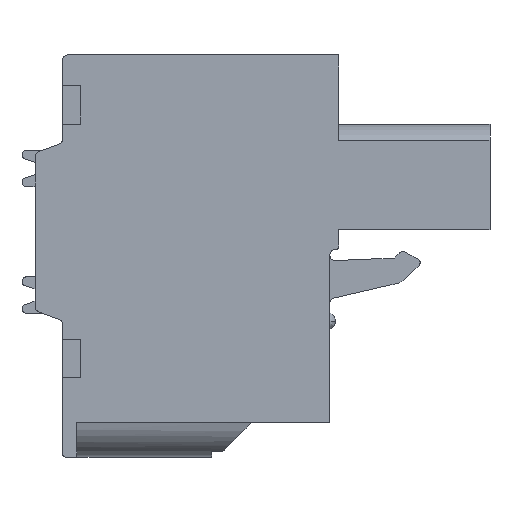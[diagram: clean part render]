
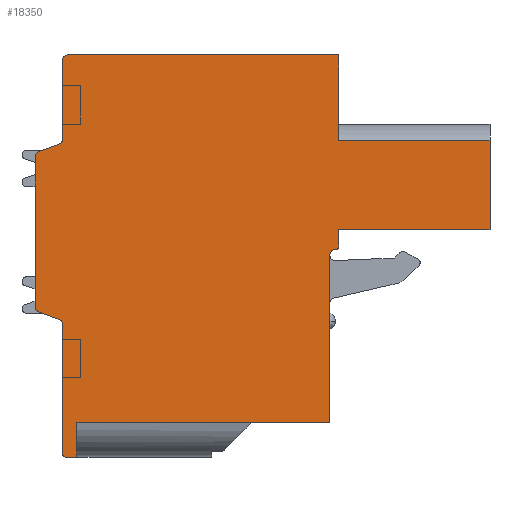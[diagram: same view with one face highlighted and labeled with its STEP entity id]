
A CAD part, front view. The second image highlights one B-rep face of the part: STEP entity #18350.
In plain terms, the highlighted planar face has unit normal (0, -1, 0).
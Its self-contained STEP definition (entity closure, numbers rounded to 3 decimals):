
#1655=DIRECTION('',(0.,0.,1.));
#1656=VECTOR('',#1655,4.7);
#1657=CARTESIAN_POINT('',(4.181,-71.02,6.775));
#1658=LINE('',#1657,#1656);
#1784=DIRECTION('',(-1.,0.,0.));
#1785=VECTOR('',#1784,8.3);
#1786=CARTESIAN_POINT('',(12.481,-71.02,6.775));
#1787=LINE('',#1786,#1785);
#1788=DIRECTION('',(0.,0.,-1.));
#1789=VECTOR('',#1788,4.9);
#1790=CARTESIAN_POINT('',(12.481,-71.02,6.775));
#1791=LINE('',#1790,#1789);
#1792=DIRECTION('',(-1.,0.,0.));
#1793=VECTOR('',#1792,8.3);
#1794=CARTESIAN_POINT('',(12.481,-71.02,1.875));
#1795=LINE('',#1794,#1793);
#1796=DIRECTION('',(0.,0.,-1.));
#1797=VECTOR('',#1796,0.901);
#1798=CARTESIAN_POINT('',(4.181,-71.02,1.875));
#1799=LINE('',#1798,#1797);
#1800=CARTESIAN_POINT('',(3.981,-71.02,0.974));
#1801=DIRECTION('',(0.,1.,0.));
#1802=DIRECTION('',(1.,0.,0.));
#1803=AXIS2_PLACEMENT_3D('',#1800,#1801,#1802);
#1805=CARTESIAN_POINT('',(3.981,-71.02,0.474));
#1806=DIRECTION('',(0.,-1.,0.));
#1807=DIRECTION('',(0.,0.,1.));
#1808=AXIS2_PLACEMENT_3D('',#1805,#1806,#1807);
#1810=DIRECTION('',(-1.,0.,0.));
#1811=VECTOR('',#1810,13.9);
#1812=CARTESIAN_POINT('',(3.681,-71.02,-8.725));
#1813=LINE('',#1812,#1811);
#1814=DIRECTION('',(0.,0.,-1.));
#1815=VECTOR('',#1814,1.9);
#1816=CARTESIAN_POINT('',(-10.219,-71.02,-8.725));
#1817=LINE('',#1816,#1815);
#1818=DIRECTION('',(-1.,0.,0.));
#1819=VECTOR('',#1818,0.6);
#1820=CARTESIAN_POINT('',(-10.219,-71.02,-10.625));
#1821=LINE('',#1820,#1819);
#1822=CARTESIAN_POINT('',(-10.819,-71.02,-10.425));
#1823=DIRECTION('',(0.,1.,0.));
#1824=DIRECTION('',(0.,0.,-1.));
#1825=AXIS2_PLACEMENT_3D('',#1822,#1823,#1824);
#1827=DIRECTION('',(0.,0.,1.));
#1828=VECTOR('',#1827,7.095);
#1829=CARTESIAN_POINT('',(-11.019,-71.02,-10.425));
#1830=LINE('',#1829,#1828);
#1831=CARTESIAN_POINT('',(-11.319,-71.02,-3.33));
#1832=DIRECTION('',(0.,-1.,0.));
#1833=DIRECTION('',(1.,0.,0.));
#1834=AXIS2_PLACEMENT_3D('',#1831,#1832,#1833);
#1836=DIRECTION('',(-0.94,0.,0.342));
#1837=VECTOR('',#1836,1.176);
#1838=CARTESIAN_POINT('',(-11.216,-71.02,-3.048));
#1839=LINE('',#1838,#1837);
#1840=CARTESIAN_POINT('',(-12.219,-71.02,-2.364));
#1841=DIRECTION('',(0.,1.,0.));
#1842=DIRECTION('',(-0.342,0.,-0.94));
#1843=AXIS2_PLACEMENT_3D('',#1840,#1841,#1842);
#1845=DIRECTION('',(0.,0.,1.));
#1846=VECTOR('',#1845,8.238);
#1847=CARTESIAN_POINT('',(-12.519,-71.02,-2.364));
#1848=LINE('',#1847,#1846);
#1849=CARTESIAN_POINT('',(-12.219,-71.02,5.874));
#1850=DIRECTION('',(0.,1.,0.));
#1851=DIRECTION('',(-1.,0.,0.));
#1852=AXIS2_PLACEMENT_3D('',#1849,#1850,#1851);
#1854=DIRECTION('',(0.94,0.,0.342));
#1855=VECTOR('',#1854,1.176);
#1856=CARTESIAN_POINT('',(-12.321,-71.02,6.156));
#1857=LINE('',#1856,#1855);
#1858=CARTESIAN_POINT('',(-11.319,-71.02,6.84));
#1859=DIRECTION('',(0.,-1.,0.));
#1860=DIRECTION('',(0.342,0.,-0.94));
#1861=AXIS2_PLACEMENT_3D('',#1858,#1859,#1860);
#1863=DIRECTION('',(0.,0.,1.));
#1864=VECTOR('',#1863,4.335);
#1865=CARTESIAN_POINT('',(-11.019,-71.02,6.84));
#1866=LINE('',#1865,#1864);
#1867=CARTESIAN_POINT('',(-10.719,-71.02,11.175));
#1868=DIRECTION('',(0.,1.,0.));
#1869=DIRECTION('',(-1.,0.,0.));
#1870=AXIS2_PLACEMENT_3D('',#1867,#1868,#1869);
#1872=DIRECTION('',(1.,0.,0.));
#1873=VECTOR('',#1872,14.9);
#1874=CARTESIAN_POINT('',(-10.719,-71.02,11.475));
#1875=LINE('',#1874,#1873);
#2680=DIRECTION('',(0.,0.,1.));
#2681=VECTOR('',#2680,9.199);
#2682=CARTESIAN_POINT('',(3.681,-71.02,-8.725));
#2683=LINE('',#2682,#2681);
#13062=CARTESIAN_POINT('',(-12.519,-71.02,-2.364));
#13063=CARTESIAN_POINT('',(-12.519,-71.02,5.874));
#13064=VERTEX_POINT('',#13062);
#13065=VERTEX_POINT('',#13063);
#13066=CARTESIAN_POINT('',(-12.321,-71.02,6.156));
#13067=VERTEX_POINT('',#13066);
#13068=CARTESIAN_POINT('',(-11.216,-71.02,6.558));
#13069=VERTEX_POINT('',#13068);
#13070=CARTESIAN_POINT('',(-11.019,-71.02,6.84));
#13071=VERTEX_POINT('',#13070);
#13072=CARTESIAN_POINT('',(-11.019,-71.02,11.175));
#13073=VERTEX_POINT('',#13072);
#13074=CARTESIAN_POINT('',(-10.719,-71.02,11.475));
#13075=VERTEX_POINT('',#13074);
#13076=CARTESIAN_POINT('',(4.181,-71.02,11.475));
#13077=VERTEX_POINT('',#13076);
#13078=CARTESIAN_POINT('',(3.681,-71.02,-8.725));
#13079=CARTESIAN_POINT('',(-10.219,-71.02,-8.725));
#13080=VERTEX_POINT('',#13078);
#13081=VERTEX_POINT('',#13079);
#13082=CARTESIAN_POINT('',(-10.219,-71.02,-10.625));
#13083=VERTEX_POINT('',#13082);
#13084=CARTESIAN_POINT('',(-10.819,-71.02,-10.625));
#13085=VERTEX_POINT('',#13084);
#13086=CARTESIAN_POINT('',(-11.019,-71.02,-10.425));
#13087=VERTEX_POINT('',#13086);
#13088=CARTESIAN_POINT('',(-11.019,-71.02,-3.33));
#13089=VERTEX_POINT('',#13088);
#13090=CARTESIAN_POINT('',(-11.216,-71.02,-3.048));
#13091=VERTEX_POINT('',#13090);
#13092=CARTESIAN_POINT('',(-12.321,-71.02,-2.646));
#13093=VERTEX_POINT('',#13092);
#13104=CARTESIAN_POINT('',(4.181,-71.02,0.974));
#13105=CARTESIAN_POINT('',(3.981,-71.02,0.774));
#13106=VERTEX_POINT('',#13104);
#13107=VERTEX_POINT('',#13105);
#13108=CARTESIAN_POINT('',(4.181,-71.02,1.875));
#13109=VERTEX_POINT('',#13108);
#13110=CARTESIAN_POINT('',(3.681,-71.02,0.474));
#13111=VERTEX_POINT('',#13110);
#13112=CARTESIAN_POINT('',(12.481,-71.02,1.875));
#13113=VERTEX_POINT('',#13112);
#14347=CARTESIAN_POINT('',(4.181,-71.02,6.775));
#14349=VERTEX_POINT('',#14347);
#14352=CARTESIAN_POINT('',(12.481,-71.02,6.775));
#14353=VERTEX_POINT('',#14352);
#18300=CARTESIAN_POINT('',(0.,-71.02,0.));
#18301=DIRECTION('',(0.,1.,0.));
#18302=DIRECTION('',(1.,0.,0.));
#18303=AXIS2_PLACEMENT_3D('',#18300,#18301,#18302);
#18304=PLANE('',#18303);
#18305=ORIENTED_EDGE('',*,*,#18227,.F.);
#18306=ORIENTED_EDGE('',*,*,#17236,.T.);
#18308=ORIENTED_EDGE('',*,*,#18307,.T.);
#18310=ORIENTED_EDGE('',*,*,#18309,.T.);
#18312=ORIENTED_EDGE('',*,*,#18311,.T.);
#18314=ORIENTED_EDGE('',*,*,#18313,.T.);
#18316=ORIENTED_EDGE('',*,*,#18315,.F.);
#18318=ORIENTED_EDGE('',*,*,#18317,.T.);
#18320=ORIENTED_EDGE('',*,*,#18319,.T.);
#18322=ORIENTED_EDGE('',*,*,#18321,.T.);
#18324=ORIENTED_EDGE('',*,*,#18323,.T.);
#18326=ORIENTED_EDGE('',*,*,#18325,.T.);
#18328=ORIENTED_EDGE('',*,*,#18327,.T.);
#18330=ORIENTED_EDGE('',*,*,#18329,.T.);
#18332=ORIENTED_EDGE('',*,*,#18331,.T.);
#18334=ORIENTED_EDGE('',*,*,#18333,.T.);
#18336=ORIENTED_EDGE('',*,*,#18335,.T.);
#18338=ORIENTED_EDGE('',*,*,#18337,.T.);
#18340=ORIENTED_EDGE('',*,*,#18339,.T.);
#18342=ORIENTED_EDGE('',*,*,#18341,.T.);
#18344=ORIENTED_EDGE('',*,*,#18343,.T.);
#18346=ORIENTED_EDGE('',*,*,#18345,.T.);
#18347=ORIENTED_EDGE('',*,*,#18241,.F.);
#18348=EDGE_LOOP('',(#18305,#18306,#18308,#18310,#18312,#18314,#18316,#18318,
#18320,#18322,#18324,#18326,#18328,#18330,#18332,#18334,#18336,#18338,#18340,
#18342,#18344,#18346,#18347));
#18349=FACE_OUTER_BOUND('',#18348,.F.);
#18350=ADVANCED_FACE('',(#18349),#18304,.F.);
#1804=CIRCLE('',#1803,0.2);
#1809=CIRCLE('',#1808,0.3);
#1826=CIRCLE('',#1825,0.2);
#1835=CIRCLE('',#1834,0.3);
#1844=CIRCLE('',#1843,0.3);
#1853=CIRCLE('',#1852,0.3);
#1862=CIRCLE('',#1861,0.3);
#1871=CIRCLE('',#1870,0.3);
#17236=EDGE_CURVE('',#14353,#13113,#1791,.T.);
#18227=EDGE_CURVE('',#14353,#14349,#1787,.T.);
#18241=EDGE_CURVE('',#14349,#13077,#1658,.T.);
#18307=EDGE_CURVE('',#13113,#13109,#1795,.T.);
#18309=EDGE_CURVE('',#13109,#13106,#1799,.T.);
#18311=EDGE_CURVE('',#13106,#13107,#1804,.T.);
#18313=EDGE_CURVE('',#13107,#13111,#1809,.T.);
#18315=EDGE_CURVE('',#13080,#13111,#2683,.T.);
#18317=EDGE_CURVE('',#13080,#13081,#1813,.T.);
#18319=EDGE_CURVE('',#13081,#13083,#1817,.T.);
#18321=EDGE_CURVE('',#13083,#13085,#1821,.T.);
#18323=EDGE_CURVE('',#13085,#13087,#1826,.T.);
#18325=EDGE_CURVE('',#13087,#13089,#1830,.T.);
#18327=EDGE_CURVE('',#13089,#13091,#1835,.T.);
#18329=EDGE_CURVE('',#13091,#13093,#1839,.T.);
#18331=EDGE_CURVE('',#13093,#13064,#1844,.T.);
#18333=EDGE_CURVE('',#13064,#13065,#1848,.T.);
#18335=EDGE_CURVE('',#13065,#13067,#1853,.T.);
#18337=EDGE_CURVE('',#13067,#13069,#1857,.T.);
#18339=EDGE_CURVE('',#13069,#13071,#1862,.T.);
#18341=EDGE_CURVE('',#13071,#13073,#1866,.T.);
#18343=EDGE_CURVE('',#13073,#13075,#1871,.T.);
#18345=EDGE_CURVE('',#13075,#13077,#1875,.T.);
